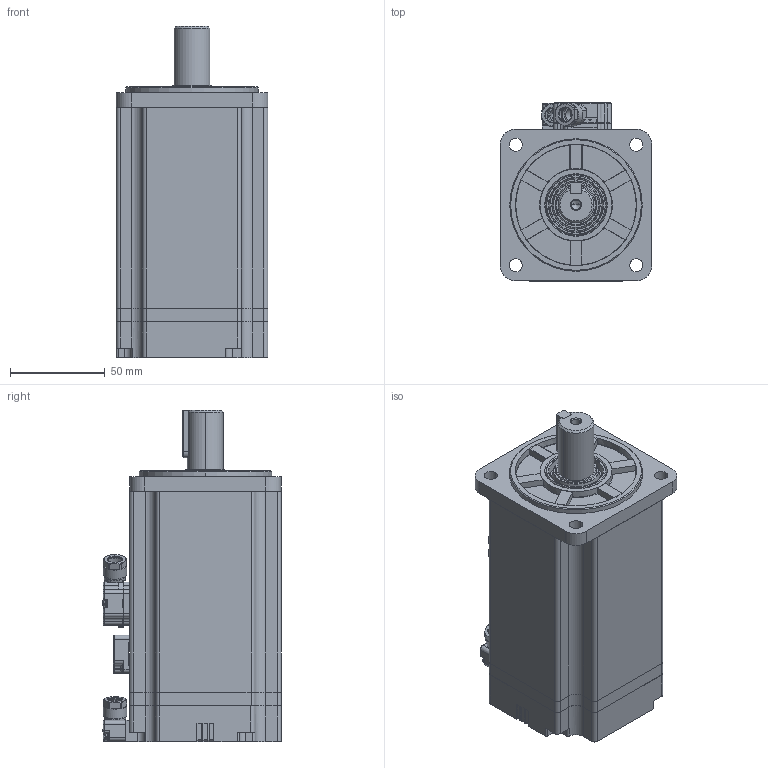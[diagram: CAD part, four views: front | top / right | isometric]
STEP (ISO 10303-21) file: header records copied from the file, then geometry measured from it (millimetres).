
FILE_DESCRIPTION((''),'2;1');
FILE_NAME('MS1H1-75B30CB-A334Z-S_ASM','2019-04-28T15:09:12',('w14852'),(''),'CREO PARAMETRIC BY PTC INC, 2017260','CREO PARAMETRIC BY PTC INC, 2017260','');
FILE_SCHEMA(('CONFIG_CONTROL_DESIGN'));
Length unit declared in the file: inch
Products named in the file (32): 30_1_1_1_2_1; _1-SO-44600001_1_1_1; 1-87160_1_1_1; _1-SO-112340001_1_1_1; 31090652--MS1H1-750001_1_1_1; _1-SO-162350001_1_1_1; _1-SO-219540001_1_1_1; _1-SO-250540001_1_1_1; _1-SO-267770001_1_1_1; _1-SO-325820001_1_1_1; 22010113--1-SOLI00_1_1_1_2_1; _1-SO-431260001_1_1_1; _1-SO-580930001_1_1_1; _1-SO-660130001_1_1_1; 31090537--1-SOL000_1_1_1_2_1; _80-1-SO0001_1_1_1_2_1; _1-SO-761440001_1_1_1; _1-SO-808830001_1_1_1; 31740002--1-SOLI00_1_1_1_2_1; 31090527--1-SOL000_1_1_1_2_1; _1-SO-914520001_1_1_1; 1-940910_1_1_1; _1-SO-972090001_1_1_1; MS1H1-75B30CB-A334Z_1_ASM_1_ASM_ASM; MS1H1-75B30CB-A334Z_ASM_1_ASM_1_ASM; 1716920106_4_1_2_3_ASM_1_ASM; MS1H1-75B30CB-A334Z-S_ASM_1_ASM_ASM; 21E8-005-1072-P4_1_1_1; 21E8-005-1073-P4_1_1_1; 22060240_3_1_1; MS1H1-75B30CB-A334Z-S_ASM_1_ASM; MS1H1-75B30CB-A334Z-S_ASM
Assembly tree (32 placements, depth 6):
  MS1H1-75B30CB-A334Z-S_ASM
    MS1H1-75B30CB-A334Z-S_ASM_1_ASM
      MS1H1-75B30CB-A334Z-S_ASM_1_ASM_ASM
        MS1H1-75B30CB-A334Z_ASM_1_ASM_1_ASM
          MS1H1-75B30CB-A334Z_1_ASM_1_ASM_ASM
            30_1_1_1_2_1
            _1-SO-44600001_1_1_1
            1-87160_1_1_1
            _1-SO-112340001_1_1_1
            31090652--MS1H1-750001_1_1_1
            _1-SO-162350001_1_1_1
            _1-SO-219540001_1_1_1
            _1-SO-250540001_1_1_1
            _1-SO-267770001_1_1_1
            _1-SO-325820001_1_1_1
            22010113--1-SOLI00_1_1_1_2_1
            _1-SO-431260001_1_1_1
            _1-SO-580930001_1_1_1
            _1-SO-660130001_1_1_1
            31090537--1-SOL000_1_1_1_2_1
            _80-1-SO0001_1_1_1_2_1
            _1-SO-761440001_1_1_1
            _1-SO-808830001_1_1_1
            31740002--1-SOLI00_1_1_1_2_1
            31090527--1-SOL000_1_1_1_2_1
            _1-SO-914520001_1_1_1
            1-940910_1_1_1
            _1-SO-972090001_1_1_1
        1716920106_4_1_2_3_ASM_1_ASM
      21E8-005-1072-P4_1_1_1
      21E8-005-1073-P4_1_1_1
      22060240_3_1_1  x2
Bounding box: 80 x 94.1 x 175 mm (x, y, z)
Volume: 803784.1 mm3; surface area: 115879.4 mm2
Topology: 27 solids, 29 shells, 1809 faces, 4953 edges, 3261 vertices
Faces by surface type: plane 1101, cylinder 510, torus 86, extrusion 39, cone 38, bspline 27, sphere 8
Entity records: 60883 total; most frequent: CARTESIAN_POINT 14081, ORIENTED_EDGE 9744, DIRECTION 9612, EDGE_CURVE 4876, VECTOR 3234, VERTEX_POINT 3216, LINE 3195, AXIS2_PLACEMENT_3D 3189
